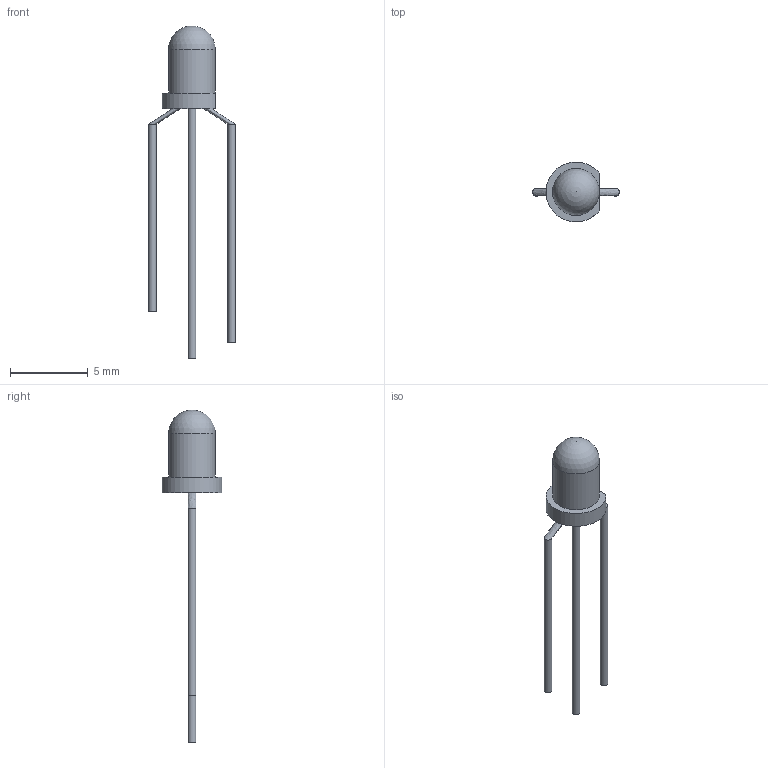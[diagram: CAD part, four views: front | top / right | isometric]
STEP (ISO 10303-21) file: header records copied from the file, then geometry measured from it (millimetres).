
FILE_DESCRIPTION(/* description */ (''),/* implementation_level */ '2;1');
FILE_NAME(/* name */ 'Test Body v11.step',/* time_stamp */ '2024-09-08T12:00:39+06:00',/* author */ (''),/* organization */ (''),/* preprocessor_version */ 'ST-DEVELOPER v20',/* originating_system */ 'Autodesk Translation Framework v13.14.0.145',/* authorisation */ '');
FILE_SCHEMA (('AUTOMOTIVE_DESIGN { 1 0 10303 214 3 1 1 }'));
Length unit declared in the file: millimetre
Products named in the file (1): Test Body
Bounding box: 5.58 x 3.85 x 21.3 mm (x, y, z)
Volume: 46.4 mm3; surface area: 153.1 mm2
Topology: 5 solids, 5 shells, 18 faces, 34 edges, 22 vertices
Faces by surface type: plane 10, cylinder 5, bspline 2, sphere 1
Full cylindrical faces by diameter (mm): 0.5 x3, 3 x1
Entity records: 485 total; most frequent: CARTESIAN_POINT 103, DIRECTION 77, ORIENTED_EDGE 58, AXIS2_PLACEMENT_3D 34, EDGE_CURVE 29, VERTEX_POINT 20, CIRCLE 18, FACE_OUTER_BOUND 17
